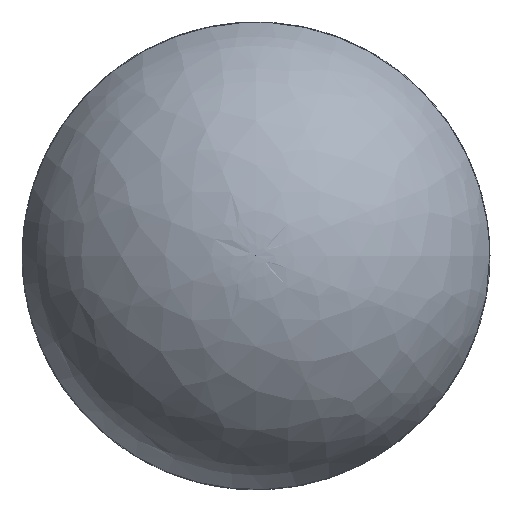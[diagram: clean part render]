
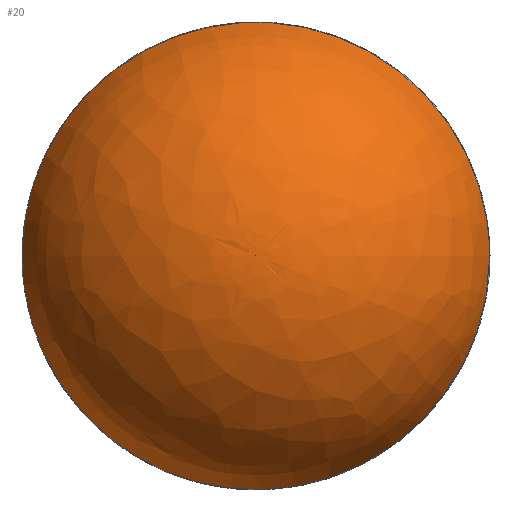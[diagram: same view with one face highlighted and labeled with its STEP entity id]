
A CAD part, top view. The second image highlights one B-rep face of the part: STEP entity #20.
In plain terms, the highlighted free-form (B-spline) face has degree [2, 2] with [9, 5] control points.
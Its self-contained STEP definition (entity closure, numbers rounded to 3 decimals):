
#20=ADVANCED_FACE('',(#26),#79,.T.);
#26=FACE_OUTER_BOUND('',#33,.T.);
#33=EDGE_LOOP('',(#46,#47,#48));
#46=ORIENTED_EDGE('',*,*,#59,.T.);
#47=ORIENTED_EDGE('',*,*,#59,.F.);
#48=ORIENTED_EDGE('',*,*,#58,.F.);
#58=EDGE_CURVE('',#76,#76,#67,.T.);
#59=EDGE_CURVE('',#76,#71,#68,.T.);
#67=(
BOUNDED_CURVE()
B_SPLINE_CURVE(2,(#270,#271,#272,#273,#274,#275,#276,#277,#278),
 .UNSPECIFIED.,.T.,.F.)
B_SPLINE_CURVE_WITH_KNOTS((3,2,2,2,3),(0.,340.181,
680.362,1020.543,1360.724),.UNSPECIFIED.)
CURVE()
GEOMETRIC_REPRESENTATION_ITEM()
RATIONAL_B_SPLINE_CURVE((1.,0.707,1.,0.707,1.,0.707,
1.,0.707,1.))
REPRESENTATION_ITEM('')
);
#68=(
BOUNDED_CURVE()
B_SPLINE_CURVE(2,(#279,#280,#281),.UNSPECIFIED.,.F.,.F.)
B_SPLINE_CURVE_WITH_KNOTS((3,3),(0.331,1.571),
 .UNSPECIFIED.)
CURVE()
GEOMETRIC_REPRESENTATION_ITEM()
RATIONAL_B_SPLINE_CURVE((1.,0.814,1.))
REPRESENTATION_ITEM('')
);
#71=VERTEX_POINT('',#232);
#76=VERTEX_POINT('',#237);
#79=(
BOUNDED_SURFACE()
B_SPLINE_SURFACE(2,2,((#160,#161,#162,#163,#164),(#165,#166,#167,#168,#169),
(#170,#171,#172,#173,#174),(#175,#176,#177,#178,#179),(#180,#181,#182,#183,
#184),(#185,#186,#187,#188,#189),(#190,#191,#192,#193,#194),(#195,#196,
#197,#198,#199),(#200,#201,#202,#203,#204)),.UNSPECIFIED.,.T.,.F.,.F.)
B_SPLINE_SURFACE_WITH_KNOTS((3,2,2,2,3),(3,2,3),(0.,1.571,3.142,
4.712,6.283),(-1.571,0.,1.571),
 .UNSPECIFIED.)
GEOMETRIC_REPRESENTATION_ITEM()
RATIONAL_B_SPLINE_SURFACE(((1.,0.707,1.,0.707,1.),
(0.707,0.5,0.707,0.5,0.707),(1.,0.707,
1.,0.707,1.),(0.707,0.5,0.707,0.5,0.707),
(1.,0.707,1.,0.707,1.),(0.707,0.5,0.707,
0.5,0.707),(1.,0.707,1.,0.707,1.),(0.707,
0.5,0.707,0.5,0.707),(1.,0.707,1.,0.707,
1.)))
REPRESENTATION_ITEM('')
SURFACE()
);
#160=CARTESIAN_POINT('',(0.,0.,135.));
#161=CARTESIAN_POINT('',(237.,0.,135.));
#162=CARTESIAN_POINT('',(237.,0.,372.));
#163=CARTESIAN_POINT('',(237.,0.,609.));
#164=CARTESIAN_POINT('',(0.,0.,609.));
#165=CARTESIAN_POINT('',(0.,0.,135.));
#166=CARTESIAN_POINT('',(237.,237.,135.));
#167=CARTESIAN_POINT('',(237.,237.,372.));
#168=CARTESIAN_POINT('',(237.,237.,609.));
#169=CARTESIAN_POINT('',(0.,0.,609.));
#170=CARTESIAN_POINT('',(0.,0.,135.));
#171=CARTESIAN_POINT('',(0.,237.,135.));
#172=CARTESIAN_POINT('',(0.,237.,372.));
#173=CARTESIAN_POINT('',(0.,237.,609.));
#174=CARTESIAN_POINT('',(0.,0.,609.));
#175=CARTESIAN_POINT('',(0.,0.,135.));
#176=CARTESIAN_POINT('',(-237.,237.,135.));
#177=CARTESIAN_POINT('',(-237.,237.,372.));
#178=CARTESIAN_POINT('',(-237.,237.,609.));
#179=CARTESIAN_POINT('',(0.,0.,609.));
#180=CARTESIAN_POINT('',(0.,0.,135.));
#181=CARTESIAN_POINT('',(-237.,0.,135.));
#182=CARTESIAN_POINT('',(-237.,0.,372.));
#183=CARTESIAN_POINT('',(-237.,0.,609.));
#184=CARTESIAN_POINT('',(0.,0.,609.));
#185=CARTESIAN_POINT('',(0.,0.,135.));
#186=CARTESIAN_POINT('',(-237.,-237.,135.));
#187=CARTESIAN_POINT('',(-237.,-237.,372.));
#188=CARTESIAN_POINT('',(-237.,-237.,609.));
#189=CARTESIAN_POINT('',(0.,0.,609.));
#190=CARTESIAN_POINT('',(0.,0.,135.));
#191=CARTESIAN_POINT('',(0.,-237.,135.));
#192=CARTESIAN_POINT('',(0.,-237.,372.));
#193=CARTESIAN_POINT('',(0.,-237.,609.));
#194=CARTESIAN_POINT('',(0.,0.,609.));
#195=CARTESIAN_POINT('',(0.,0.,135.));
#196=CARTESIAN_POINT('',(237.,-237.,135.));
#197=CARTESIAN_POINT('',(237.,-237.,372.));
#198=CARTESIAN_POINT('',(237.,-237.,609.));
#199=CARTESIAN_POINT('',(0.,0.,609.));
#200=CARTESIAN_POINT('',(0.,0.,135.));
#201=CARTESIAN_POINT('',(237.,0.,135.));
#202=CARTESIAN_POINT('',(237.,0.,372.));
#203=CARTESIAN_POINT('',(237.,0.,609.));
#204=CARTESIAN_POINT('',(0.,0.,609.));
#232=CARTESIAN_POINT('',(0.,0.,609.));
#237=CARTESIAN_POINT('',(224.133,0.,449.029));
#270=CARTESIAN_POINT('',(224.133,0.,449.029));
#271=CARTESIAN_POINT('',(224.133,-224.133,449.029));
#272=CARTESIAN_POINT('',(0.,-224.133,449.029));
#273=CARTESIAN_POINT('',(-224.133,-224.133,449.029));
#274=CARTESIAN_POINT('',(-224.133,0.,449.029));
#275=CARTESIAN_POINT('',(-224.133,224.133,449.029));
#276=CARTESIAN_POINT('',(0.,224.133,449.029));
#277=CARTESIAN_POINT('',(224.133,224.133,449.029));
#278=CARTESIAN_POINT('',(224.133,0.,449.029));
#279=CARTESIAN_POINT('',(224.133,0.,449.029));
#280=CARTESIAN_POINT('',(169.155,0.,609.));
#281=CARTESIAN_POINT('',(0.,0.,609.));
